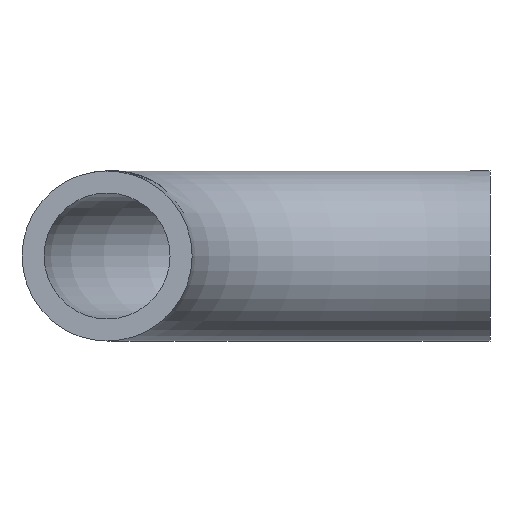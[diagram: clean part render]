
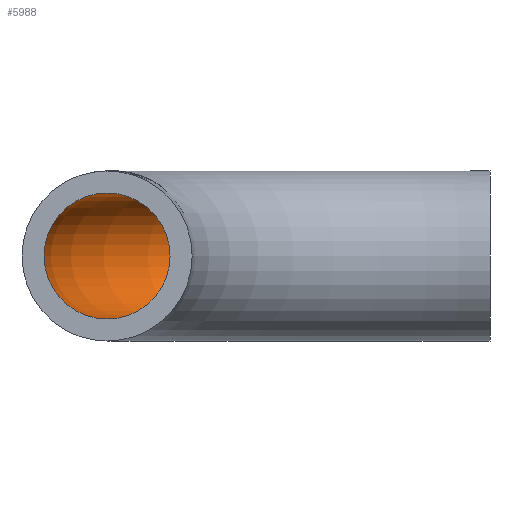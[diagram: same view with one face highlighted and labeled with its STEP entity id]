
A CAD part, front view. The second image highlights one B-rep face of the part: STEP entity #5988.
In plain terms, the highlighted toroidal (fillet/blend) face has major radius 28.575 mm and minor radius 4.699 mm.
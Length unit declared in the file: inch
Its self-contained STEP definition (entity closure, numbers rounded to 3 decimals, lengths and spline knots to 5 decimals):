
#15=CIRCLE('',#6160,0.185);
#16=CIRCLE('',#6161,0.185);
#50=FACE_BOUND('',#1662,.T.);
#1293=FACE_OUTER_BOUND('',#1661,.T.);
#1661=EDGE_LOOP('',(#5585));
#1662=EDGE_LOOP('',(#5586));
#2874=VERTEX_POINT('',#13706);
#2875=VERTEX_POINT('',#13708);
#3781=EDGE_CURVE('',#2874,#2874,#15,.T.);
#3782=EDGE_CURVE('',#2875,#2875,#16,.T.);
#5585=ORIENTED_EDGE('',*,*,#3781,.F.);
#5586=ORIENTED_EDGE('',*,*,#3782,.F.);
#5629=TOROIDAL_SURFACE('',#6159,1.125,0.185);
#5988=ADVANCED_FACE('',(#1293,#50),#5629,.F.);
#6159=AXIS2_PLACEMENT_3D('',#13705,#6796,#6797);
#6160=AXIS2_PLACEMENT_3D('',#13707,#6798,#6799);
#6161=AXIS2_PLACEMENT_3D('',#13709,#6800,#6801);
#6796=DIRECTION('center_axis',(0.,0.,-1.));
#6797=DIRECTION('ref_axis',(-1.,0.,0.));
#6798=DIRECTION('center_axis',(-1.,0.,0.));
#6799=DIRECTION('ref_axis',(0.,1.,0.));
#6800=DIRECTION('center_axis',(0.,1.,0.));
#6801=DIRECTION('ref_axis',(-1.,0.,0.));
#13705=CARTESIAN_POINT('Origin',(1.125,0.,0.));
#13706=CARTESIAN_POINT('',(1.125,1.31,0.));
#13707=CARTESIAN_POINT('Origin',(1.125,1.125,0.));
#13708=CARTESIAN_POINT('',(-0.185,0.,0.));
#13709=CARTESIAN_POINT('Origin',(0.,0.,0.));
